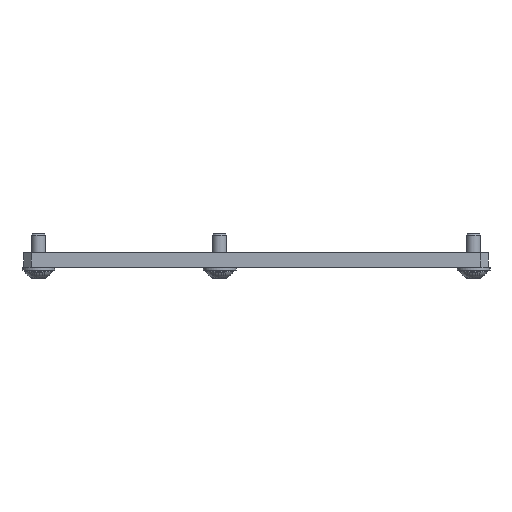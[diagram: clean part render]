
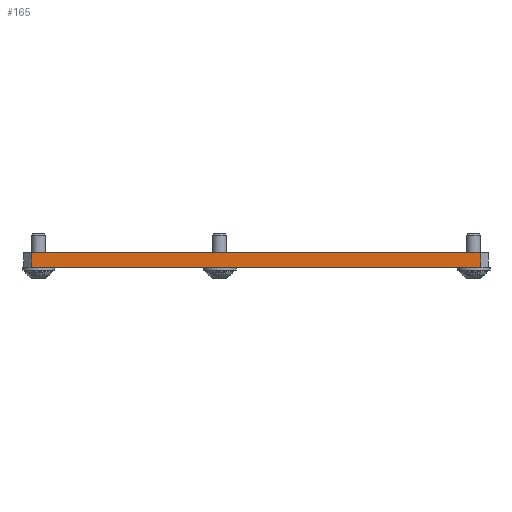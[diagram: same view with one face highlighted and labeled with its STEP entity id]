
A CAD part, left-side view. The second image highlights one B-rep face of the part: STEP entity #165.
In plain terms, the highlighted planar face has unit normal (-1, 0, 0).
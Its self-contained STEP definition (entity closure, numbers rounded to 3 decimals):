
#95 = LINE ( 'NONE', #1116, #1224 ) ;
#148 = EDGE_CURVE ( 'NONE', #1130, #619, #215, .T. ) ;
#165 = ADVANCED_FACE ( 'NONE', ( #1660 ), #2502, .F. ) ;
#180 = ORIENTED_EDGE ( 'NONE', *, *, #2612, .F. ) ;
#194 = VECTOR ( 'NONE', #1016, 1000. ) ;
#215 = LINE ( 'NONE', #1058, #194 ) ;
#231 = EDGE_CURVE ( 'NONE', #2339, #1130, #493, .T. ) ;
#350 = VERTEX_POINT ( 'NONE', #1404 ) ;
#437 = ORIENTED_EDGE ( 'NONE', *, *, #665, .T. ) ;
#440 = DIRECTION ( 'NONE',  ( 1., 0., 0. ) ) ;
#463 = DIRECTION ( 'NONE',  ( 0., -1., 0. ) ) ;
#493 = LINE ( 'NONE', #2360, #1031 ) ;
#501 = CARTESIAN_POINT ( 'NONE',  ( -350., -62., 2. ) ) ;
#563 = CARTESIAN_POINT ( 'NONE',  ( -350., 62., -2. ) ) ;
#619 = VERTEX_POINT ( 'NONE', #501 ) ;
#665 = EDGE_CURVE ( 'NONE', #350, #2339, #2371, .T. ) ;
#889 = EDGE_LOOP ( 'NONE', ( #2322, #2180, #180, #437 ) ) ;
#1016 = DIRECTION ( 'NONE',  ( 0., 0., 1. ) ) ;
#1031 = VECTOR ( 'NONE', #463, 1000. ) ;
#1058 = CARTESIAN_POINT ( 'NONE',  ( -350., -62., 2. ) ) ;
#1116 = CARTESIAN_POINT ( 'NONE',  ( -350., 64., 2. ) ) ;
#1130 = VERTEX_POINT ( 'NONE', #2151 ) ;
#1161 = DIRECTION ( 'NONE',  ( 0., -1., 0. ) ) ;
#1224 = VECTOR ( 'NONE', #1161, 1000. ) ;
#1280 = DIRECTION ( 'NONE',  ( 0., 0., -1. ) ) ;
#1404 = CARTESIAN_POINT ( 'NONE',  ( -350., 62., 2. ) ) ;
#1486 = CARTESIAN_POINT ( 'NONE',  ( -350., 64., 2. ) ) ;
#1660 = FACE_OUTER_BOUND ( 'NONE', #889, .T. ) ;
#1731 = DIRECTION ( 'NONE',  ( 0., 0., -1. ) ) ;
#2151 = CARTESIAN_POINT ( 'NONE',  ( -350., -62., -2. ) ) ;
#2180 = ORIENTED_EDGE ( 'NONE', *, *, #148, .T. ) ;
#2263 = AXIS2_PLACEMENT_3D ( 'NONE', #1486, #440, #1280 ) ;
#2322 = ORIENTED_EDGE ( 'NONE', *, *, #231, .T. ) ;
#2339 = VERTEX_POINT ( 'NONE', #563 ) ;
#2360 = CARTESIAN_POINT ( 'NONE',  ( -350., 64., -2. ) ) ;
#2371 = LINE ( 'NONE', #2578, #2441 ) ;
#2441 = VECTOR ( 'NONE', #1731, 1000. ) ;
#2502 = PLANE ( 'NONE',  #2263 ) ;
#2578 = CARTESIAN_POINT ( 'NONE',  ( -350., 62., 2. ) ) ;
#2612 = EDGE_CURVE ( 'NONE', #350, #619, #95, .T. ) ;
